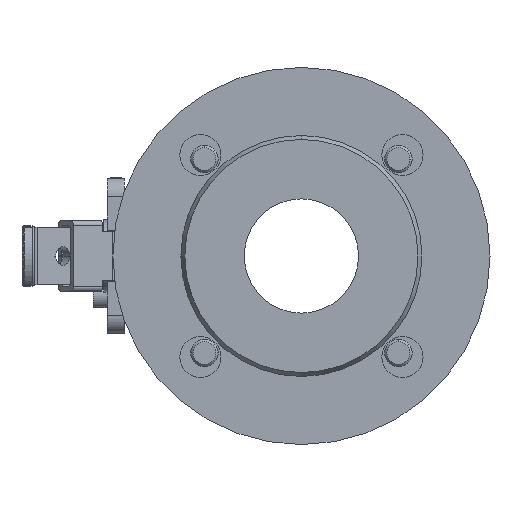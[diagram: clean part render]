
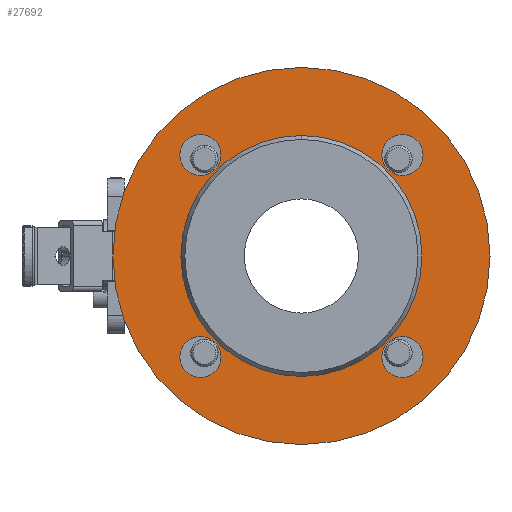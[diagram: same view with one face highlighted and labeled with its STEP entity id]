
A CAD part, left-side view. The second image highlights one B-rep face of the part: STEP entity #27692.
In plain terms, the highlighted planar face has unit normal (-1, 0, 0).
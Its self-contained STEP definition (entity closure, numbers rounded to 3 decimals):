
#707 = CARTESIAN_POINT ( 'NONE',  ( -56.8, 0., 0. ) ) ;
#708 = DIRECTION ( 'NONE',  ( -1., 0., 0. ) ) ;
#709 = DIRECTION ( 'NONE',  ( 0., 0., 1. ) ) ;
#710 = CARTESIAN_POINT ( 'NONE',  ( -56.8, -44.194, 44.194 ) ) ;
#711 = DIRECTION ( 'NONE',  ( -1., 0., 0. ) ) ;
#712 = DIRECTION ( 'NONE',  ( 0., 0., 1. ) ) ;
#713 = CARTESIAN_POINT ( 'NONE',  ( -56.8, -44.194, -44.194 ) ) ;
#714 = DIRECTION ( 'NONE',  ( -1., 0., 0. ) ) ;
#715 = DIRECTION ( 'NONE',  ( 0., 0., 1. ) ) ;
#716 = CARTESIAN_POINT ( 'NONE',  ( -56.8, 44.194, 44.194 ) ) ;
#717 = DIRECTION ( 'NONE',  ( -1., 0., 0. ) ) ;
#718 = DIRECTION ( 'NONE',  ( 0., 0., 1. ) ) ;
#719 = CARTESIAN_POINT ( 'NONE',  ( -56.8, 44.194, -44.194 ) ) ;
#720 = DIRECTION ( 'NONE',  ( -1., 0., 0. ) ) ;
#721 = DIRECTION ( 'NONE',  ( 0., 0., 1. ) ) ;
#722 = CARTESIAN_POINT ( 'NONE',  ( -56.8, 0., 0. ) ) ;
#723 = DIRECTION ( 'NONE',  ( -1., 0., 0. ) ) ;
#724 = DIRECTION ( 'NONE',  ( 0., 0., 1. ) ) ;
#1390 = CIRCLE ( 'NONE', #20473, 9. ) ;
#1396 = CIRCLE ( 'NONE', #20475, 9. ) ;
#1402 = CIRCLE ( 'NONE', #20477, 9. ) ;
#1408 = CIRCLE ( 'NONE', #20479, 9. ) ;
#1440 = CIRCLE ( 'NONE', #20499, 82.5 ) ;
#1445 = CIRCLE ( 'NONE', #20501, 52.732 ) ;
#1693 = CIRCLE ( 'NONE', #20539, 52.732 ) ;
#1694 = CIRCLE ( 'NONE', #20540, 9. ) ;
#1695 = CIRCLE ( 'NONE', #20541, 9. ) ;
#1696 = CIRCLE ( 'NONE', #20542, 9. ) ;
#1697 = CIRCLE ( 'NONE', #20543, 9. ) ;
#1698 = CIRCLE ( 'NONE', #20544, 82.5 ) ;
#9045 = EDGE_CURVE ( 'NONE', #25101, #25102, #1390, .T. ) ;
#9049 = EDGE_CURVE ( 'NONE', #25105, #25106, #1396, .T. ) ;
#9053 = EDGE_CURVE ( 'NONE', #25109, #25110, #1402, .T. ) ;
#9057 = EDGE_CURVE ( 'NONE', #25113, #25114, #1408, .T. ) ;
#9083 = EDGE_CURVE ( 'NONE', #20974, #20971, #1440, .T. ) ;
#9087 = EDGE_CURVE ( 'NONE', #20957, #20993, #1445, .T. ) ;
#9308 = EDGE_CURVE ( 'NONE', #20993, #20957, #1693, .T. ) ;
#9309 = EDGE_CURVE ( 'NONE', #25102, #25101, #1694, .T. ) ;
#9310 = EDGE_CURVE ( 'NONE', #25106, #25105, #1695, .T. ) ;
#9311 = EDGE_CURVE ( 'NONE', #25110, #25109, #1696, .T. ) ;
#9312 = EDGE_CURVE ( 'NONE', #25114, #25113, #1697, .T. ) ;
#9313 = EDGE_CURVE ( 'NONE', #20971, #20974, #1698, .T. ) ;
#10746 = CARTESIAN_POINT ( 'NONE',  ( -56.8, 0., 52.732 ) ) ;
#10760 = CARTESIAN_POINT ( 'NONE',  ( -56.8, 0., -82.5 ) ) ;
#10763 = CARTESIAN_POINT ( 'NONE',  ( -56.8, 0., 82.5 ) ) ;
#10782 = CARTESIAN_POINT ( 'NONE',  ( -56.8, 0., -52.732 ) ) ;
#11696 = CARTESIAN_POINT ( 'NONE',  ( -56.8, -44.194, 35.194 ) ) ;
#11697 = CARTESIAN_POINT ( 'NONE',  ( -56.8, -44.194, 53.194 ) ) ;
#11700 = CARTESIAN_POINT ( 'NONE',  ( -56.8, -44.194, -53.194 ) ) ;
#11701 = CARTESIAN_POINT ( 'NONE',  ( -56.8, -44.194, -35.194 ) ) ;
#11704 = CARTESIAN_POINT ( 'NONE',  ( -56.8, 44.194, 35.194 ) ) ;
#11705 = CARTESIAN_POINT ( 'NONE',  ( -56.8, 44.194, 53.194 ) ) ;
#11708 = CARTESIAN_POINT ( 'NONE',  ( -56.8, 44.194, -53.194 ) ) ;
#11709 = CARTESIAN_POINT ( 'NONE',  ( -56.8, 44.194, -35.194 ) ) ;
#12520 = ORIENTED_EDGE ( 'NONE', *, *, #9309, .F. ) ;
#12521 = ORIENTED_EDGE ( 'NONE', *, *, #9045, .F. ) ;
#12522 = ORIENTED_EDGE ( 'NONE', *, *, #9310, .F. ) ;
#12523 = ORIENTED_EDGE ( 'NONE', *, *, #9049, .F. ) ;
#12524 = ORIENTED_EDGE ( 'NONE', *, *, #9311, .F. ) ;
#12525 = ORIENTED_EDGE ( 'NONE', *, *, #9053, .F. ) ;
#12526 = ORIENTED_EDGE ( 'NONE', *, *, #9312, .F. ) ;
#12527 = ORIENTED_EDGE ( 'NONE', *, *, #9057, .F. ) ;
#12528 = ORIENTED_EDGE ( 'NONE', *, *, #9083, .T. ) ;
#12529 = ORIENTED_EDGE ( 'NONE', *, *, #9313, .T. ) ;
#12530 = ORIENTED_EDGE ( 'NONE', *, *, #9308, .F. ) ;
#12531 = ORIENTED_EDGE ( 'NONE', *, *, #9087, .F. ) ;
#13263 = EDGE_LOOP ( 'NONE', ( #12526, #12527 ) ) ;
#13505 = CARTESIAN_POINT ( 'NONE',  ( -56.8, -44.194, 44.194 ) ) ;
#13506 = DIRECTION ( 'NONE',  ( -1., 0., 0. ) ) ;
#13507 = DIRECTION ( 'NONE',  ( 0., 0., 1. ) ) ;
#13515 = CARTESIAN_POINT ( 'NONE',  ( -56.8, -44.194, -44.194 ) ) ;
#13516 = DIRECTION ( 'NONE',  ( -1., 0., 0. ) ) ;
#13517 = DIRECTION ( 'NONE',  ( 0., 0., 1. ) ) ;
#13525 = CARTESIAN_POINT ( 'NONE',  ( -56.8, 44.194, 44.194 ) ) ;
#13526 = DIRECTION ( 'NONE',  ( -1., 0., 0. ) ) ;
#13527 = DIRECTION ( 'NONE',  ( 0., 0., 1. ) ) ;
#13535 = CARTESIAN_POINT ( 'NONE',  ( -56.8, 44.194, -44.194 ) ) ;
#13536 = DIRECTION ( 'NONE',  ( -1., 0., 0. ) ) ;
#13537 = DIRECTION ( 'NONE',  ( 0., 0., 1. ) ) ;
#13607 = CARTESIAN_POINT ( 'NONE',  ( -56.8, 0., 0. ) ) ;
#13608 = DIRECTION ( 'NONE',  ( -1., 0., 0. ) ) ;
#13609 = DIRECTION ( 'NONE',  ( 0., 0., 1. ) ) ;
#13617 = CARTESIAN_POINT ( 'NONE',  ( -56.8, 0., 0. ) ) ;
#13618 = DIRECTION ( 'NONE',  ( -1., 0., 0. ) ) ;
#13619 = DIRECTION ( 'NONE',  ( 0., 0., 1. ) ) ;
#14418 = EDGE_LOOP ( 'NONE', ( #12522, #12523 ) ) ;
#14423 = EDGE_LOOP ( 'NONE', ( #12524, #12525 ) ) ;
#14443 = EDGE_LOOP ( 'NONE', ( #12528, #12529 ) ) ;
#14445 = EDGE_LOOP ( 'NONE', ( #12520, #12521 ) ) ;
#14453 = EDGE_LOOP ( 'NONE', ( #12530, #12531 ) ) ;
#20473 = AXIS2_PLACEMENT_3D ( 'NONE', #13505, #13506, #13507 ) ;
#20475 = AXIS2_PLACEMENT_3D ( 'NONE', #13515, #13516, #13517 ) ;
#20477 = AXIS2_PLACEMENT_3D ( 'NONE', #13525, #13526, #13527 ) ;
#20479 = AXIS2_PLACEMENT_3D ( 'NONE', #13535, #13536, #13537 ) ;
#20499 = AXIS2_PLACEMENT_3D ( 'NONE', #13607, #13608, #13609 ) ;
#20501 = AXIS2_PLACEMENT_3D ( 'NONE', #13617, #13618, #13619 ) ;
#20539 = AXIS2_PLACEMENT_3D ( 'NONE', #707, #708, #709 ) ;
#20540 = AXIS2_PLACEMENT_3D ( 'NONE', #710, #711, #712 ) ;
#20541 = AXIS2_PLACEMENT_3D ( 'NONE', #713, #714, #715 ) ;
#20542 = AXIS2_PLACEMENT_3D ( 'NONE', #716, #717, #718 ) ;
#20543 = AXIS2_PLACEMENT_3D ( 'NONE', #719, #720, #721 ) ;
#20544 = AXIS2_PLACEMENT_3D ( 'NONE', #722, #723, #724 ) ;
#20957 = VERTEX_POINT ( 'NONE', #10746 ) ;
#20971 = VERTEX_POINT ( 'NONE', #10760 ) ;
#20974 = VERTEX_POINT ( 'NONE', #10763 ) ;
#20993 = VERTEX_POINT ( 'NONE', #10782 ) ;
#25101 = VERTEX_POINT ( 'NONE', #11696 ) ;
#25102 = VERTEX_POINT ( 'NONE', #11697 ) ;
#25105 = VERTEX_POINT ( 'NONE', #11700 ) ;
#25106 = VERTEX_POINT ( 'NONE', #11701 ) ;
#25109 = VERTEX_POINT ( 'NONE', #11704 ) ;
#25110 = VERTEX_POINT ( 'NONE', #11705 ) ;
#25113 = VERTEX_POINT ( 'NONE', #11708 ) ;
#25114 = VERTEX_POINT ( 'NONE', #11709 ) ;
#26531 = FACE_BOUND ( 'NONE', #13263, .T. ) ;
#26532 = FACE_BOUND ( 'NONE', #14418, .T. ) ;
#26533 = FACE_BOUND ( 'NONE', #14445, .T. ) ;
#26534 = FACE_BOUND ( 'NONE', #14453, .T. ) ;
#26535 = FACE_BOUND ( 'NONE', #14423, .T. ) ;
#26536 = FACE_OUTER_BOUND ( 'NONE', #14443, .T. ) ;
#26987 = AXIS2_PLACEMENT_3D ( 'NONE', #28329, #28323, #28331 ) ;
#27692 = ADVANCED_FACE ( 'NONE', ( #26533, #26532, #26535, #26531, #26536, #26534 ), #28327, .T. ) ;
#28323 = DIRECTION ( 'NONE',  ( -1., 0., 0. ) ) ;
#28327 = PLANE ( 'NONE',  #26987 ) ;
#28329 = CARTESIAN_POINT ( 'NONE',  ( -56.8, -52.732, 0. ) ) ;
#28331 = DIRECTION ( 'NONE',  ( 0., 0., 1. ) ) ;
